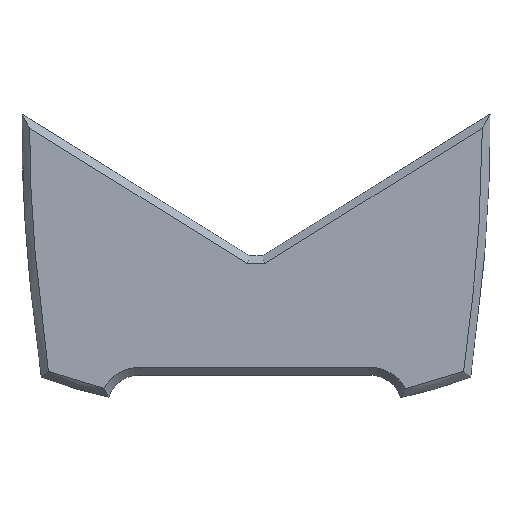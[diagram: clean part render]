
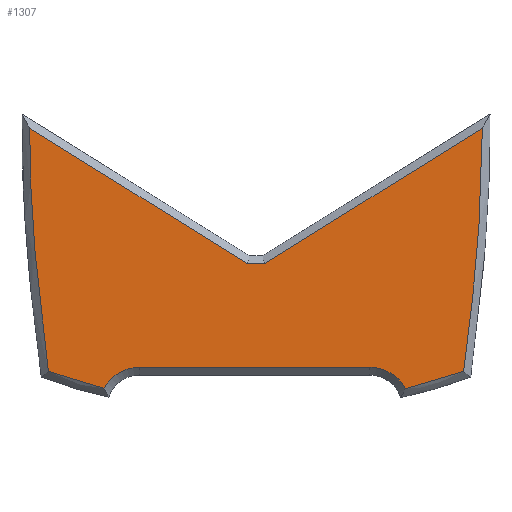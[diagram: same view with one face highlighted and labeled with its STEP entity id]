
A CAD part, top view. The second image highlights one B-rep face of the part: STEP entity #1307.
In plain terms, the highlighted planar face has unit normal (0, 0, 1).
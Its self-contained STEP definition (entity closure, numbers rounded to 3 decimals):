
#61=PLANE('',#1435);
#132=FACE_OUTER_BOUND('',#209,.T.);
#209=EDGE_LOOP('',(#1136,#1137,#1138,#1139,#1140,#1141,#1142,#1143,#1144,
#1145));
#315=LINE('',#2215,#432);
#318=LINE('',#2221,#435);
#321=LINE('',#2226,#438);
#325=LINE('',#2338,#442);
#432=VECTOR('',#1712,10.);
#435=VECTOR('',#1717,10.);
#438=VECTOR('',#1722,10.);
#442=VECTOR('',#1734,10.);
#471=B_SPLINE_CURVE_WITH_KNOTS('',3,(#2201,#2202,#2203,#2204,#2205),
 .UNSPECIFIED.,.F.,.F.,(4,1,4),(0.435,0.668,0.953),
 .UNSPECIFIED.);
#475=B_SPLINE_CURVE_WITH_KNOTS('',3,(#2261,#2262,#2263,#2264,#2265),
 .UNSPECIFIED.,.F.,.F.,(4,1,4),(-0.953,-0.748,-0.435),
 .UNSPECIFIED.);
#478=B_SPLINE_CURVE_WITH_KNOTS('',3,(#2305,#2306,#2307,#2308,#2309,#2310),
 .UNSPECIFIED.,.F.,.F.,(4,1,1,4),(0.095,0.444,
0.717,0.906),.UNSPECIFIED.);
#482=B_SPLINE_CURVE_WITH_KNOTS('',3,(#2379,#2380,#2381,#2382,#2383),
 .UNSPECIFIED.,.F.,.F.,(4,1,4),(0.113,0.426,0.892),
 .UNSPECIFIED.);
#528=CIRCLE('',#1426,5.167);
#531=CIRCLE('',#1431,5.171);
#635=VERTEX_POINT('',#2192);
#636=VERTEX_POINT('',#2200);
#637=VERTEX_POINT('',#2214);
#639=VERTEX_POINT('',#2220);
#640=VERTEX_POINT('',#2225);
#642=VERTEX_POINT('',#2260);
#644=VERTEX_POINT('',#2304);
#645=VERTEX_POINT('',#2328);
#647=VERTEX_POINT('',#2334);
#650=VERTEX_POINT('',#2342);
#800=EDGE_CURVE('',#635,#636,#471,.T.);
#802=EDGE_CURVE('',#636,#637,#315,.T.);
#805=EDGE_CURVE('',#637,#639,#318,.T.);
#808=EDGE_CURVE('',#639,#640,#321,.T.);
#811=EDGE_CURVE('',#640,#642,#475,.T.);
#814=EDGE_CURVE('',#642,#644,#478,.T.);
#816=EDGE_CURVE('',#644,#645,#528,.T.);
#821=EDGE_CURVE('',#645,#647,#325,.T.);
#823=EDGE_CURVE('',#647,#650,#531,.T.);
#826=EDGE_CURVE('',#650,#635,#482,.T.);
#1136=ORIENTED_EDGE('',*,*,#800,.F.);
#1137=ORIENTED_EDGE('',*,*,#826,.F.);
#1138=ORIENTED_EDGE('',*,*,#823,.F.);
#1139=ORIENTED_EDGE('',*,*,#821,.F.);
#1140=ORIENTED_EDGE('',*,*,#816,.F.);
#1141=ORIENTED_EDGE('',*,*,#814,.F.);
#1142=ORIENTED_EDGE('',*,*,#811,.F.);
#1143=ORIENTED_EDGE('',*,*,#808,.F.);
#1144=ORIENTED_EDGE('',*,*,#805,.F.);
#1145=ORIENTED_EDGE('',*,*,#802,.F.);
#1307=ADVANCED_FACE('',(#132),#61,.T.);
#1426=AXIS2_PLACEMENT_3D('',#2329,#1725,#1726);
#1431=AXIS2_PLACEMENT_3D('',#2343,#1739,#1740);
#1435=AXIS2_PLACEMENT_3D('',#2431,#1749,#1750);
#1712=DIRECTION('',(0.849,-0.529,0.));
#1717=DIRECTION('',(1.,0.,0.));
#1722=DIRECTION('',(0.849,0.529,0.));
#1725=DIRECTION('center_axis',(0.,0.,1.));
#1726=DIRECTION('ref_axis',(0.951,0.31,0.));
#1734=DIRECTION('',(-1.,0.,0.));
#1739=DIRECTION('center_axis',(0.,0.,1.));
#1740=DIRECTION('ref_axis',(0.,1.,0.));
#1749=DIRECTION('center_axis',(0.,0.,1.));
#1750=DIRECTION('ref_axis',(1.,0.,0.));
#2192=CARTESIAN_POINT('',(-26.565,-25.287,5.61));
#2200=CARTESIAN_POINT('',(-28.983,6.055,5.61));
#2201=CARTESIAN_POINT('Ctrl Pts',(-26.565,-25.287,5.61));
#2202=CARTESIAN_POINT('Ctrl Pts',(-27.319,-19.75,5.61));
#2203=CARTESIAN_POINT('Ctrl Pts',(-28.604,-8.27,5.61));
#2204=CARTESIAN_POINT('Ctrl Pts',(-28.996,1.288,5.61));
#2205=CARTESIAN_POINT('Ctrl Pts',(-28.983,6.055,5.61));
#2214=CARTESIAN_POINT('',(-0.924,-11.414,5.61));
#2215=CARTESIAN_POINT('',(-0.957,-11.393,5.61));
#2220=CARTESIAN_POINT('',(1.304,-11.414,5.61));
#2221=CARTESIAN_POINT('',(0.561,-11.414,5.61));
#2225=CARTESIAN_POINT('',(29.363,6.055,5.61));
#2226=CARTESIAN_POINT('',(16.19,-2.146,5.61));
#2260=CARTESIAN_POINT('',(26.945,-25.288,5.61));
#2261=CARTESIAN_POINT('Ctrl Pts',(29.363,6.055,5.61));
#2262=CARTESIAN_POINT('Ctrl Pts',(29.372,2.63,5.61));
#2263=CARTESIAN_POINT('Ctrl Pts',(29.1,-6.669,5.61));
#2264=CARTESIAN_POINT('Ctrl Pts',(27.958,-17.84,5.61));
#2265=CARTESIAN_POINT('Ctrl Pts',(26.945,-25.288,5.61));
#2304=CARTESIAN_POINT('',(19.445,-27.526,5.61));
#2305=CARTESIAN_POINT('Ctrl Pts',(26.945,-25.288,5.61));
#2306=CARTESIAN_POINT('Ctrl Pts',(25.884,-25.679,5.61));
#2307=CARTESIAN_POINT('Ctrl Pts',(24.019,-26.317,5.61));
#2308=CARTESIAN_POINT('Ctrl Pts',(21.484,-27.041,5.61));
#2309=CARTESIAN_POINT('Ctrl Pts',(20.043,-27.391,5.61));
#2310=CARTESIAN_POINT('Ctrl Pts',(19.445,-27.526,5.61));
#2328=CARTESIAN_POINT('',(14.876,-24.773,5.61));
#2329=CARTESIAN_POINT('Origin',(14.876,-29.94,5.61));
#2334=CARTESIAN_POINT('',(-14.865,-24.773,5.61));
#2338=CARTESIAN_POINT('',(-7.338,-24.773,5.61));
#2342=CARTESIAN_POINT('',(-19.401,-27.462,5.61));
#2343=CARTESIAN_POINT('Origin',(-14.865,-29.944,5.61));
#2379=CARTESIAN_POINT('Ctrl Pts',(-19.401,-27.462,5.61));
#2380=CARTESIAN_POINT('Ctrl Pts',(-20.391,-27.24,5.61));
#2381=CARTESIAN_POINT('Ctrl Pts',(-22.82,-26.6,5.61));
#2382=CARTESIAN_POINT('Ctrl Pts',(-25.156,-25.809,5.61));
#2383=CARTESIAN_POINT('Ctrl Pts',(-26.565,-25.287,5.61));
#2431=CARTESIAN_POINT('Origin',(0.19,-10.181,5.61));
